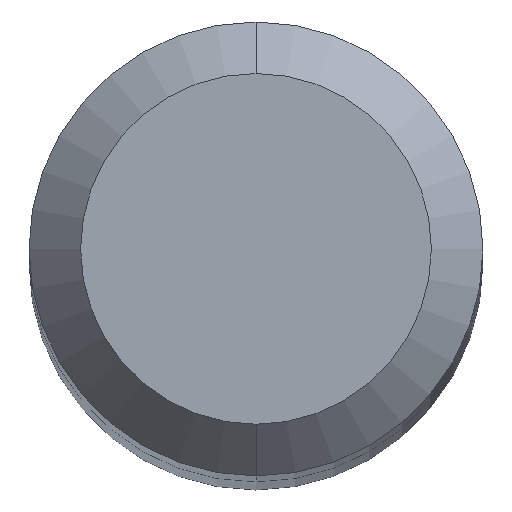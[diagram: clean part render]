
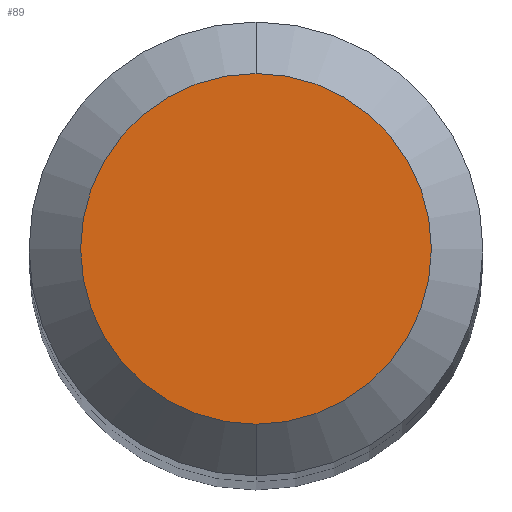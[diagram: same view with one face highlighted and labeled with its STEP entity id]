
A CAD part, top view. The second image highlights one B-rep face of the part: STEP entity #89.
In plain terms, the highlighted planar face has unit normal (0, 0, 1).
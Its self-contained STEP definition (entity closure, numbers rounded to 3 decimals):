
#2 = AXIS2_PLACEMENT_3D ( 'NONE', #297, #151, #174 ) ;
#53 = CARTESIAN_POINT ( 'NONE',  ( 0., 1.7, 80. ) ) ;
#63 = CARTESIAN_POINT ( 'NONE',  ( 0., 0., 80. ) ) ;
#65 = FACE_OUTER_BOUND ( 'NONE', #316, .T. ) ;
#73 = CIRCLE ( 'NONE', #158, 1.7 ) ;
#89 = ADVANCED_FACE ( 'NONE', ( #65 ), #96, .F. ) ;
#96 = PLANE ( 'NONE',  #253 ) ;
#109 = ORIENTED_EDGE ( 'NONE', *, *, #292, .F. ) ;
#148 = CARTESIAN_POINT ( 'NONE',  ( 0., -1.7, 80. ) ) ;
#151 = DIRECTION ( 'NONE',  ( 0., 0., -1. ) ) ;
#158 = AXIS2_PLACEMENT_3D ( 'NONE', #192, #294, #265 ) ;
#162 = EDGE_CURVE ( 'NONE', #308, #306, #209, .T. ) ;
#169 = DIRECTION ( 'NONE',  ( 0., 1., 0. ) ) ;
#174 = DIRECTION ( 'NONE',  ( 0., 1., 0. ) ) ;
#192 = CARTESIAN_POINT ( 'NONE',  ( 0., 0., 80. ) ) ;
#209 = CIRCLE ( 'NONE', #2, 1.7 ) ;
#253 = AXIS2_PLACEMENT_3D ( 'NONE', #63, #271, #169 ) ;
#255 = ORIENTED_EDGE ( 'NONE', *, *, #162, .F. ) ;
#265 = DIRECTION ( 'NONE',  ( 0., 1., 0. ) ) ;
#271 = DIRECTION ( 'NONE',  ( 0., 0., -1. ) ) ;
#292 = EDGE_CURVE ( 'NONE', #306, #308, #73, .T. ) ;
#294 = DIRECTION ( 'NONE',  ( 0., 0., -1. ) ) ;
#297 = CARTESIAN_POINT ( 'NONE',  ( 0., 0., 80. ) ) ;
#306 = VERTEX_POINT ( 'NONE', #53 ) ;
#308 = VERTEX_POINT ( 'NONE', #148 ) ;
#316 = EDGE_LOOP ( 'NONE', ( #109, #255 ) ) ;
